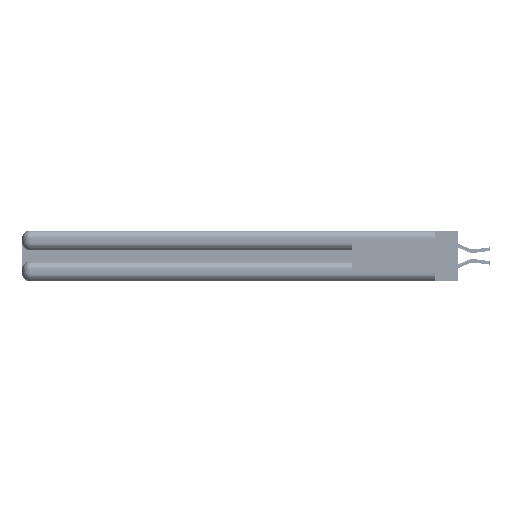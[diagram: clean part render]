
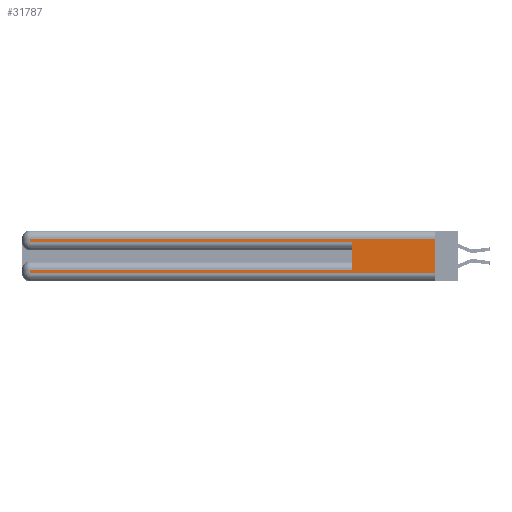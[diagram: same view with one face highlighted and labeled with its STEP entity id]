
A CAD part, left-side view. The second image highlights one B-rep face of the part: STEP entity #31787.
In plain terms, the highlighted planar face has unit normal (-1, 0, 0).
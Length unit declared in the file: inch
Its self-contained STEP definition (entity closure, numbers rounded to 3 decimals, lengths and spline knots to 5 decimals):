
#1635 = LINE ( 'NONE', #3295, #36104 ) ;
#1676 = DIRECTION ( 'NONE',  ( 0., 0., -1. ) ) ;
#1771 = ORIENTED_EDGE ( 'NONE', *, *, #42121, .T. ) ;
#2306 = CARTESIAN_POINT ( 'NONE',  ( 0., 0.6, 0.285 ) ) ;
#2816 = ORIENTED_EDGE ( 'NONE', *, *, #27134, .T. ) ;
#3295 = CARTESIAN_POINT ( 'NONE',  ( 0., 0.6, 0.145 ) ) ;
#4198 = LINE ( 'NONE', #24750, #28828 ) ;
#4381 = VECTOR ( 'NONE', #8249, 39.37008 ) ;
#4499 = DIRECTION ( 'NONE',  ( 0., 0., -1. ) ) ;
#4759 = VECTOR ( 'NONE', #40994, 39.37008 ) ;
#5221 = LINE ( 'NONE', #37765, #23077 ) ;
#5827 = CARTESIAN_POINT ( 'NONE',  ( 0., 0., 0.37 ) ) ;
#5889 = CARTESIAN_POINT ( 'NONE',  ( 0., 2.94, 0.285 ) ) ;
#6399 = ORIENTED_EDGE ( 'NONE', *, *, #33890, .T. ) ;
#6710 = CARTESIAN_POINT ( 'NONE',  ( 0., 0., 0.06 ) ) ;
#6817 = EDGE_CURVE ( 'NONE', #42777, #37936, #39858, .T. ) ;
#7302 = ORIENTED_EDGE ( 'NONE', *, *, #34569, .F. ) ;
#7530 = CARTESIAN_POINT ( 'NONE',  ( 0., 0., 0.31 ) ) ;
#8249 = DIRECTION ( 'NONE',  ( 0., -1., 0. ) ) ;
#9244 = DIRECTION ( 'NONE',  ( 0., 0., -1. ) ) ;
#9806 = LINE ( 'NONE', #10360, #18713 ) ;
#10360 = CARTESIAN_POINT ( 'NONE',  ( 0., 0., 0.31 ) ) ;
#10477 = VERTEX_POINT ( 'NONE', #6710 ) ;
#11707 = EDGE_CURVE ( 'NONE', #21493, #26541, #17790, .T. ) ;
#16904 = ORIENTED_EDGE ( 'NONE', *, *, #6817, .T. ) ;
#17440 = AXIS2_PLACEMENT_3D ( 'NONE', #5827, #29235, #9244 ) ;
#17790 = LINE ( 'NONE', #42995, #34413 ) ;
#18103 = ORIENTED_EDGE ( 'NONE', *, *, #11707, .T. ) ;
#18229 = CARTESIAN_POINT ( 'NONE',  ( 0., 0., 0.285 ) ) ;
#18713 = VECTOR ( 'NONE', #30174, 39.37008 ) ;
#19377 = CARTESIAN_POINT ( 'NONE',  ( 0., 2.94, 0.31 ) ) ;
#19547 = EDGE_CURVE ( 'NONE', #21493, #37936, #1635, .T. ) ;
#20059 = DIRECTION ( 'NONE',  ( 0., 0., 1. ) ) ;
#20395 = LINE ( 'NONE', #21775, #29258 ) ;
#21154 = CARTESIAN_POINT ( 'NONE',  ( 0., 0., 0.06 ) ) ;
#21493 = VERTEX_POINT ( 'NONE', #37004 ) ;
#21775 = CARTESIAN_POINT ( 'NONE',  ( 0., 2.94, 0.37 ) ) ;
#22624 = LINE ( 'NONE', #21154, #4759 ) ;
#22666 = VERTEX_POINT ( 'NONE', #23418 ) ;
#23077 = VECTOR ( 'NONE', #4499, 39.37008 ) ;
#23418 = CARTESIAN_POINT ( 'NONE',  ( 0., 2.94, 0.06 ) ) ;
#23539 = CARTESIAN_POINT ( 'NONE',  ( 0., 2.94, 0.085 ) ) ;
#23934 = ORIENTED_EDGE ( 'NONE', *, *, #19547, .F. ) ;
#24750 = CARTESIAN_POINT ( 'NONE',  ( 0., 2.94, 0.37 ) ) ;
#25878 = PLANE ( 'NONE',  #17440 ) ;
#26541 = VERTEX_POINT ( 'NONE', #23539 ) ;
#27134 = EDGE_CURVE ( 'NONE', #35685, #34229, #9806, .T. ) ;
#28828 = VECTOR ( 'NONE', #31428, 39.37008 ) ;
#29235 = DIRECTION ( 'NONE',  ( 1., 0., 0. ) ) ;
#29258 = VECTOR ( 'NONE', #1676, 39.37008 ) ;
#30174 = DIRECTION ( 'NONE',  ( 0., 1., 0. ) ) ;
#31428 = DIRECTION ( 'NONE',  ( 0., 0., -1. ) ) ;
#31787 = ADVANCED_FACE ( 'NONE', ( #37856 ), #25878, .F. ) ;
#33890 = EDGE_CURVE ( 'NONE', #22666, #10477, #22624, .T. ) ;
#34229 = VERTEX_POINT ( 'NONE', #19377 ) ;
#34413 = VECTOR ( 'NONE', #36477, 39.37008 ) ;
#34569 = EDGE_CURVE ( 'NONE', #35685, #10477, #5221, .T. ) ;
#34888 = EDGE_LOOP ( 'NONE', ( #7302, #2816, #35875, #16904, #23934, #18103, #1771, #6399 ) ) ;
#35247 = EDGE_CURVE ( 'NONE', #34229, #42777, #20395, .T. ) ;
#35685 = VERTEX_POINT ( 'NONE', #7530 ) ;
#35875 = ORIENTED_EDGE ( 'NONE', *, *, #35247, .T. ) ;
#36104 = VECTOR ( 'NONE', #20059, 39.37008 ) ;
#36477 = DIRECTION ( 'NONE',  ( 0., 1., 0. ) ) ;
#37004 = CARTESIAN_POINT ( 'NONE',  ( 0., 0.6, 0.085 ) ) ;
#37765 = CARTESIAN_POINT ( 'NONE',  ( 0., 0., 0.37 ) ) ;
#37856 = FACE_OUTER_BOUND ( 'NONE', #34888, .T. ) ;
#37936 = VERTEX_POINT ( 'NONE', #2306 ) ;
#39858 = LINE ( 'NONE', #18229, #4381 ) ;
#40994 = DIRECTION ( 'NONE',  ( 0., -1., 0. ) ) ;
#42121 = EDGE_CURVE ( 'NONE', #26541, #22666, #4198, .T. ) ;
#42777 = VERTEX_POINT ( 'NONE', #5889 ) ;
#42995 = CARTESIAN_POINT ( 'NONE',  ( 0., 0., 0.085 ) ) ;
